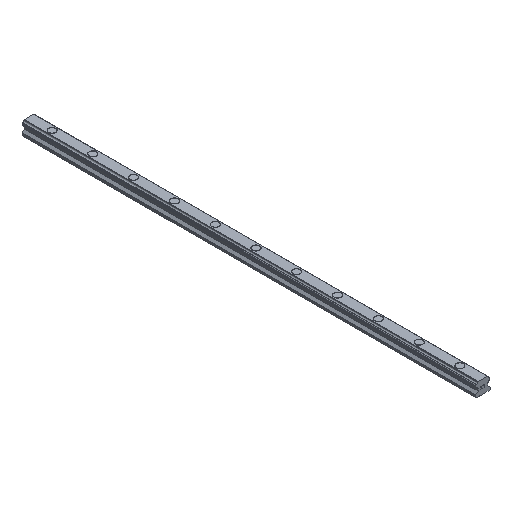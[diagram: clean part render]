
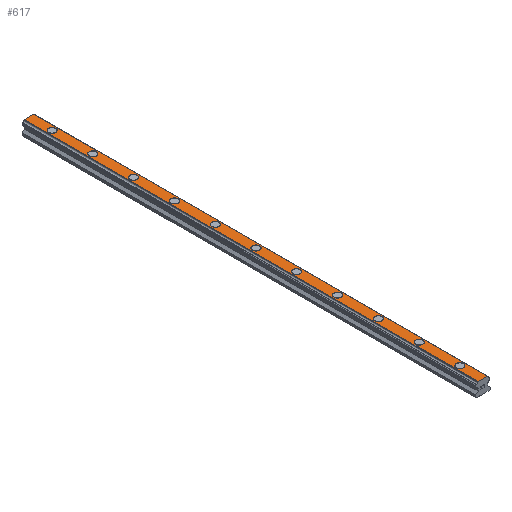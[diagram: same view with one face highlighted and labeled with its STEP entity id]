
A CAD part, isometric view. The second image highlights one B-rep face of the part: STEP entity #617.
In plain terms, the highlighted planar face has unit normal (0, 0, 1).
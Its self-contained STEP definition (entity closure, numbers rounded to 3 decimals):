
#617=ADVANCED_FACE('',(#1278,#1279,#1280,#1281,#1282,#1283,#1284,#1285,#1286,#1287,#1288,#1289),#1290,.T.);
#1278=FACE_BOUND('',#1965,.T.);
#1279=FACE_BOUND('',#1966,.T.);
#1280=FACE_BOUND('',#1967,.T.);
#1281=FACE_BOUND('',#1968,.T.);
#1282=FACE_BOUND('',#1969,.T.);
#1283=FACE_BOUND('',#1970,.T.);
#1284=FACE_BOUND('',#1971,.T.);
#1285=FACE_BOUND('',#1972,.T.);
#1286=FACE_BOUND('',#1973,.T.);
#1287=FACE_BOUND('',#1974,.T.);
#1288=FACE_BOUND('',#1975,.T.);
#1289=FACE_OUTER_BOUND('',#1976,.T.);
#1290=PLANE('',#1977);
#1965=EDGE_LOOP('',(#3737,#3738));
#1966=EDGE_LOOP('',(#3739,#3740));
#1967=EDGE_LOOP('',(#3741,#3742));
#1968=EDGE_LOOP('',(#3743,#3744));
#1969=EDGE_LOOP('',(#3745,#3746));
#1970=EDGE_LOOP('',(#3747,#3748));
#1971=EDGE_LOOP('',(#3749,#3750));
#1972=EDGE_LOOP('',(#3751,#3752));
#1973=EDGE_LOOP('',(#3753,#3754));
#1974=EDGE_LOOP('',(#3755,#3756));
#1975=EDGE_LOOP('',(#3757,#3758));
#1976=EDGE_LOOP('',(#3759,#3760,#3761,#3762));
#1977=AXIS2_PLACEMENT_3D('',#3763,#3764,#3765);
#3737=ORIENTED_EDGE('',*,*,#4066,.T.);
#3738=ORIENTED_EDGE('',*,*,#4533,.T.);
#3739=ORIENTED_EDGE('',*,*,#4056,.T.);
#3740=ORIENTED_EDGE('',*,*,#4539,.T.);
#3741=ORIENTED_EDGE('',*,*,#4046,.T.);
#3742=ORIENTED_EDGE('',*,*,#4545,.T.);
#3743=ORIENTED_EDGE('',*,*,#4036,.T.);
#3744=ORIENTED_EDGE('',*,*,#4551,.T.);
#3745=ORIENTED_EDGE('',*,*,#4026,.T.);
#3746=ORIENTED_EDGE('',*,*,#4557,.T.);
#3747=ORIENTED_EDGE('',*,*,#4016,.T.);
#3748=ORIENTED_EDGE('',*,*,#4563,.T.);
#3749=ORIENTED_EDGE('',*,*,#4006,.T.);
#3750=ORIENTED_EDGE('',*,*,#4569,.T.);
#3751=ORIENTED_EDGE('',*,*,#3996,.T.);
#3752=ORIENTED_EDGE('',*,*,#4575,.T.);
#3753=ORIENTED_EDGE('',*,*,#3986,.T.);
#3754=ORIENTED_EDGE('',*,*,#4581,.T.);
#3755=ORIENTED_EDGE('',*,*,#3976,.T.);
#3756=ORIENTED_EDGE('',*,*,#4587,.T.);
#3757=ORIENTED_EDGE('',*,*,#3966,.T.);
#3758=ORIENTED_EDGE('',*,*,#4593,.T.);
#3759=ORIENTED_EDGE('',*,*,#4507,.T.);
#3760=ORIENTED_EDGE('',*,*,#4650,.F.);
#3761=ORIENTED_EDGE('',*,*,#4371,.T.);
#3762=ORIENTED_EDGE('',*,*,#4648,.T.);
#3763=CARTESIAN_POINT('',(0.,890.0,26.));
#3764=DIRECTION('',(0.0,0.0,1.0));
#3765=DIRECTION('',(-1.0,0.0,0.0));
#3966=EDGE_CURVE('',#4712,#4709,#4713,.T.);
#3976=EDGE_CURVE('',#4730,#4727,#4731,.T.);
#3986=EDGE_CURVE('',#4748,#4745,#4749,.T.);
#3996=EDGE_CURVE('',#4766,#4763,#4767,.T.);
#4006=EDGE_CURVE('',#4784,#4781,#4785,.T.);
#4016=EDGE_CURVE('',#4802,#4799,#4803,.T.);
#4026=EDGE_CURVE('',#4820,#4817,#4821,.T.);
#4036=EDGE_CURVE('',#4838,#4835,#4839,.T.);
#4046=EDGE_CURVE('',#4856,#4853,#4857,.T.);
#4056=EDGE_CURVE('',#4874,#4871,#4875,.T.);
#4066=EDGE_CURVE('',#4892,#4889,#4893,.T.);
#4371=EDGE_CURVE('',#5346,#5344,#5347,.T.);
#4507=EDGE_CURVE('',#5573,#5571,#5574,.T.);
#4533=EDGE_CURVE('',#4889,#4892,#5623,.T.);
#4539=EDGE_CURVE('',#4871,#4874,#5629,.T.);
#4545=EDGE_CURVE('',#4853,#4856,#5635,.T.);
#4551=EDGE_CURVE('',#4835,#4838,#5641,.T.);
#4557=EDGE_CURVE('',#4817,#4820,#5647,.T.);
#4563=EDGE_CURVE('',#4799,#4802,#5653,.T.);
#4569=EDGE_CURVE('',#4781,#4784,#5659,.T.);
#4575=EDGE_CURVE('',#4763,#4766,#5665,.T.);
#4581=EDGE_CURVE('',#4745,#4748,#5671,.T.);
#4587=EDGE_CURVE('',#4727,#4730,#5677,.T.);
#4593=EDGE_CURVE('',#4709,#4712,#5683,.T.);
#4648=EDGE_CURVE('',#5344,#5573,#5738,.T.);
#4650=EDGE_CURVE('',#5346,#5571,#5740,.T.);
#4709=VERTEX_POINT('',#5801);
#4712=VERTEX_POINT('',#5805);
#4713=CIRCLE('',#5806,7.0);
#4727=VERTEX_POINT('',#5823);
#4730=VERTEX_POINT('',#5827);
#4731=CIRCLE('',#5828,7.0);
#4745=VERTEX_POINT('',#5845);
#4748=VERTEX_POINT('',#5849);
#4749=CIRCLE('',#5850,7.0);
#4763=VERTEX_POINT('',#5867);
#4766=VERTEX_POINT('',#5871);
#4767=CIRCLE('',#5872,7.0);
#4781=VERTEX_POINT('',#5889);
#4784=VERTEX_POINT('',#5893);
#4785=CIRCLE('',#5894,7.0);
#4799=VERTEX_POINT('',#5911);
#4802=VERTEX_POINT('',#5915);
#4803=CIRCLE('',#5916,7.0);
#4817=VERTEX_POINT('',#5933);
#4820=VERTEX_POINT('',#5937);
#4821=CIRCLE('',#5938,7.0);
#4835=VERTEX_POINT('',#5955);
#4838=VERTEX_POINT('',#5959);
#4839=CIRCLE('',#5960,7.0);
#4853=VERTEX_POINT('',#5977);
#4856=VERTEX_POINT('',#5981);
#4857=CIRCLE('',#5982,7.0);
#4871=VERTEX_POINT('',#5999);
#4874=VERTEX_POINT('',#6003);
#4875=CIRCLE('',#6004,7.0);
#4889=VERTEX_POINT('',#6021);
#4892=VERTEX_POINT('',#6025);
#4893=CIRCLE('',#6026,7.0);
#5344=VERTEX_POINT('',#6628);
#5346=VERTEX_POINT('',#6631);
#5347=LINE('',#6632,#6633);
#5571=VERTEX_POINT('',#6945);
#5573=VERTEX_POINT('',#6948);
#5574=LINE('',#6949,#6950);
#5623=CIRCLE('',#7012,7.0);
#5629=CIRCLE('',#7018,7.0);
#5635=CIRCLE('',#7024,7.0);
#5641=CIRCLE('',#7030,7.0);
#5647=CIRCLE('',#7036,7.0);
#5653=CIRCLE('',#7042,7.0);
#5659=CIRCLE('',#7048,7.0);
#5665=CIRCLE('',#7054,7.0);
#5671=CIRCLE('',#7060,7.0);
#5677=CIRCLE('',#7066,7.0);
#5683=CIRCLE('',#7072,7.0);
#5738=LINE('',#7152,#7153);
#5740=LINE('',#7155,#7156);
#5801=CARTESIAN_POINT('',(7.0,45.0,26.));
#5805=CARTESIAN_POINT('',(-7.0,45.0,26.));
#5806=AXIS2_PLACEMENT_3D('',#7237,#7238,#7239);
#5823=CARTESIAN_POINT('',(7.0,125.0,26.));
#5827=CARTESIAN_POINT('',(-7.0,125.0,26.));
#5828=AXIS2_PLACEMENT_3D('',#7253,#7254,#7255);
#5845=CARTESIAN_POINT('',(7.0,205.0,26.));
#5849=CARTESIAN_POINT('',(-7.0,205.0,26.));
#5850=AXIS2_PLACEMENT_3D('',#7269,#7270,#7271);
#5867=CARTESIAN_POINT('',(7.0,285.0,26.));
#5871=CARTESIAN_POINT('',(-7.0,285.0,26.));
#5872=AXIS2_PLACEMENT_3D('',#7285,#7286,#7287);
#5889=CARTESIAN_POINT('',(7.0,365.0,26.));
#5893=CARTESIAN_POINT('',(-7.0,365.0,26.));
#5894=AXIS2_PLACEMENT_3D('',#7301,#7302,#7303);
#5911=CARTESIAN_POINT('',(7.0,445.0,26.));
#5915=CARTESIAN_POINT('',(-7.0,445.0,26.));
#5916=AXIS2_PLACEMENT_3D('',#7317,#7318,#7319);
#5933=CARTESIAN_POINT('',(7.0,525.0,26.));
#5937=CARTESIAN_POINT('',(-7.0,525.0,26.));
#5938=AXIS2_PLACEMENT_3D('',#7333,#7334,#7335);
#5955=CARTESIAN_POINT('',(7.0,605.0,26.));
#5959=CARTESIAN_POINT('',(-7.0,605.0,26.));
#5960=AXIS2_PLACEMENT_3D('',#7349,#7350,#7351);
#5977=CARTESIAN_POINT('',(7.0,685.0,26.));
#5981=CARTESIAN_POINT('',(-7.0,685.0,26.));
#5982=AXIS2_PLACEMENT_3D('',#7365,#7366,#7367);
#5999=CARTESIAN_POINT('',(7.0,765.0,26.));
#6003=CARTESIAN_POINT('',(-7.0,765.0,26.));
#6004=AXIS2_PLACEMENT_3D('',#7381,#7382,#7383);
#6021=CARTESIAN_POINT('',(7.0,845.0,26.));
#6025=CARTESIAN_POINT('',(-7.0,845.0,26.));
#6026=AXIS2_PLACEMENT_3D('',#7397,#7398,#7399);
#6628=CARTESIAN_POINT('',(-9.342,890.0,26.));
#6631=CARTESIAN_POINT('',(9.342,890.0,26.));
#6632=CARTESIAN_POINT('',(9.342,890.0,26.));
#6633=VECTOR('',#7753,1.0);
#6945=CARTESIAN_POINT('',(9.342,0.0,26.));
#6948=CARTESIAN_POINT('',(-9.342,0.0,26.));
#6949=CARTESIAN_POINT('',(9.342,0.0,26.));
#6950=VECTOR('',#7909,1.0);
#7012=AXIS2_PLACEMENT_3D('',#7956,#7957,#7958);
#7018=AXIS2_PLACEMENT_3D('',#7965,#7966,#7967);
#7024=AXIS2_PLACEMENT_3D('',#7974,#7975,#7976);
#7030=AXIS2_PLACEMENT_3D('',#7983,#7984,#7985);
#7036=AXIS2_PLACEMENT_3D('',#7992,#7993,#7994);
#7042=AXIS2_PLACEMENT_3D('',#8001,#8002,#8003);
#7048=AXIS2_PLACEMENT_3D('',#8010,#8011,#8012);
#7054=AXIS2_PLACEMENT_3D('',#8019,#8020,#8021);
#7060=AXIS2_PLACEMENT_3D('',#8028,#8029,#8030);
#7066=AXIS2_PLACEMENT_3D('',#8037,#8038,#8039);
#7072=AXIS2_PLACEMENT_3D('',#8046,#8047,#8048);
#7152=CARTESIAN_POINT('',(-9.342,890.0,26.));
#7153=VECTOR('',#8080,1.0);
#7155=CARTESIAN_POINT('',(9.342,890.0,26.));
#7156=VECTOR('',#8081,1.0);
#7237=CARTESIAN_POINT('',(0.0,45.0,26.));
#7238=DIRECTION('',(0.0,0.0,-1.0));
#7239=DIRECTION('',(1.0,0.0,0.0));
#7253=CARTESIAN_POINT('',(0.0,125.0,26.));
#7254=DIRECTION('',(0.0,0.0,-1.0));
#7255=DIRECTION('',(1.0,0.0,0.0));
#7269=CARTESIAN_POINT('',(0.0,205.0,26.));
#7270=DIRECTION('',(0.0,0.0,-1.0));
#7271=DIRECTION('',(1.0,0.0,0.0));
#7285=CARTESIAN_POINT('',(0.0,285.0,26.));
#7286=DIRECTION('',(0.0,0.0,-1.0));
#7287=DIRECTION('',(1.0,0.0,0.0));
#7301=CARTESIAN_POINT('',(0.0,365.0,26.));
#7302=DIRECTION('',(0.0,0.0,-1.0));
#7303=DIRECTION('',(1.0,0.0,0.0));
#7317=CARTESIAN_POINT('',(0.0,445.0,26.));
#7318=DIRECTION('',(0.0,0.0,-1.0));
#7319=DIRECTION('',(1.0,0.0,0.0));
#7333=CARTESIAN_POINT('',(0.0,525.0,26.));
#7334=DIRECTION('',(0.0,0.0,-1.0));
#7335=DIRECTION('',(1.0,0.0,0.0));
#7349=CARTESIAN_POINT('',(0.0,605.0,26.));
#7350=DIRECTION('',(0.0,0.0,-1.0));
#7351=DIRECTION('',(1.0,0.0,0.0));
#7365=CARTESIAN_POINT('',(0.0,685.0,26.));
#7366=DIRECTION('',(0.0,0.0,-1.0));
#7367=DIRECTION('',(1.0,0.0,0.0));
#7381=CARTESIAN_POINT('',(0.0,765.0,26.));
#7382=DIRECTION('',(0.0,0.0,-1.0));
#7383=DIRECTION('',(1.0,0.0,0.0));
#7397=CARTESIAN_POINT('',(0.0,845.0,26.));
#7398=DIRECTION('',(0.0,0.0,-1.0));
#7399=DIRECTION('',(1.0,0.0,0.0));
#7753=DIRECTION('',(-1.0,0.0,0.0));
#7909=DIRECTION('',(1.0,0.0,0.0));
#7956=CARTESIAN_POINT('',(0.0,845.0,26.));
#7957=DIRECTION('',(0.0,0.0,-1.0));
#7958=DIRECTION('',(1.0,0.0,0.0));
#7965=CARTESIAN_POINT('',(0.0,765.0,26.));
#7966=DIRECTION('',(0.0,0.0,-1.0));
#7967=DIRECTION('',(1.0,0.0,0.0));
#7974=CARTESIAN_POINT('',(0.0,685.0,26.));
#7975=DIRECTION('',(0.0,0.0,-1.0));
#7976=DIRECTION('',(1.0,0.0,0.0));
#7983=CARTESIAN_POINT('',(0.0,605.0,26.));
#7984=DIRECTION('',(0.0,0.0,-1.0));
#7985=DIRECTION('',(1.0,0.0,0.0));
#7992=CARTESIAN_POINT('',(0.0,525.0,26.));
#7993=DIRECTION('',(0.0,0.0,-1.0));
#7994=DIRECTION('',(1.0,0.0,0.0));
#8001=CARTESIAN_POINT('',(0.0,445.0,26.));
#8002=DIRECTION('',(0.0,0.0,-1.0));
#8003=DIRECTION('',(1.0,0.0,0.0));
#8010=CARTESIAN_POINT('',(0.0,365.0,26.));
#8011=DIRECTION('',(0.0,0.0,-1.0));
#8012=DIRECTION('',(1.0,0.0,0.0));
#8019=CARTESIAN_POINT('',(0.0,285.0,26.));
#8020=DIRECTION('',(0.0,0.0,-1.0));
#8021=DIRECTION('',(1.0,0.0,0.0));
#8028=CARTESIAN_POINT('',(0.0,205.0,26.));
#8029=DIRECTION('',(0.0,0.0,-1.0));
#8030=DIRECTION('',(1.0,0.0,0.0));
#8037=CARTESIAN_POINT('',(0.0,125.0,26.));
#8038=DIRECTION('',(0.0,0.0,-1.0));
#8039=DIRECTION('',(1.0,0.0,0.0));
#8046=CARTESIAN_POINT('',(0.0,45.0,26.));
#8047=DIRECTION('',(0.0,0.0,-1.0));
#8048=DIRECTION('',(1.0,0.0,0.0));
#8080=DIRECTION('',(0.0,-1.0,0.0));
#8081=DIRECTION('',(0.0,-1.0,0.0));
